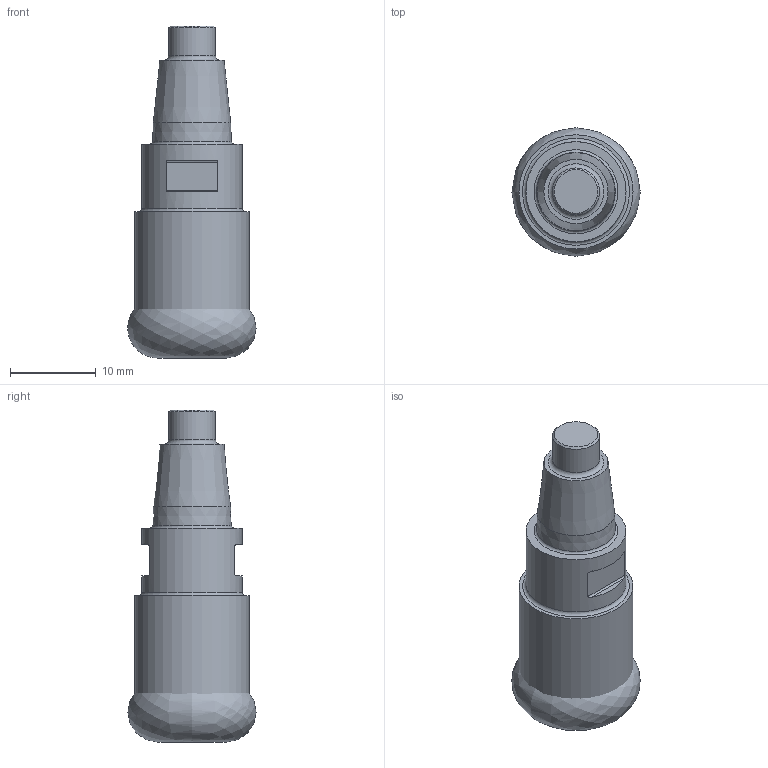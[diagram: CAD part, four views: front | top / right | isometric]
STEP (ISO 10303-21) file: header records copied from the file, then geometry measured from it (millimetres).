
FILE_DESCRIPTION(/* description */ (''),/* implementation_level */ '2;1');
FILE_NAME(/* name */ 'toolassembly_1.stp',/* time_stamp */ '2018-10-19T15:07:58+02:00',/* author */ (''),/* organization */ ('SMS'),/* preprocessor_version */ 'ST-DEVELOPER v15',/* originating_system */ 'SIEMENS PLM Software NX 8.5',/* authorisation */ '');
FILE_SCHEMA (('AUTOMOTIVE_DESIGN { 1 0 10303 214 3 1 1 1 }'));
Length unit declared in the file: millimetre
Products named in the file (4): ASSEMBLY_CONSTRUCTION; CUT_20181019150652; NOCUT_20181019150648; TOOLASSEMBLY_1
Assembly tree (3 placements, depth 2):
  TOOLASSEMBLY_1
    NOCUT_20181019150648
    CUT_20181019150652
    ASSEMBLY_CONSTRUCTION
Bounding box: 15 x 15 x 38.8 mm (x, y, z)
Volume: 4694.2 mm3; surface area: 2094.4 mm2
Topology: 2 solids, 2 shells, 29 faces, 59 edges, 45 vertices
Faces by surface type: plane 12, cylinder 7, torus 5, cone 4, bspline 1
Full cylindrical faces by diameter (mm): 5.5 x1, 11.7 x1, 13.34 x1
Entity records: 1679 total; most frequent: CARTESIAN_POINT 959, DIRECTION 132, ORIENTED_EDGE 82, AXIS2_PLACEMENT_3D 60, EDGE_LOOP 46, EDGE_CURVE 41, FACE_BOUND 35, VERTEX_POINT 34
